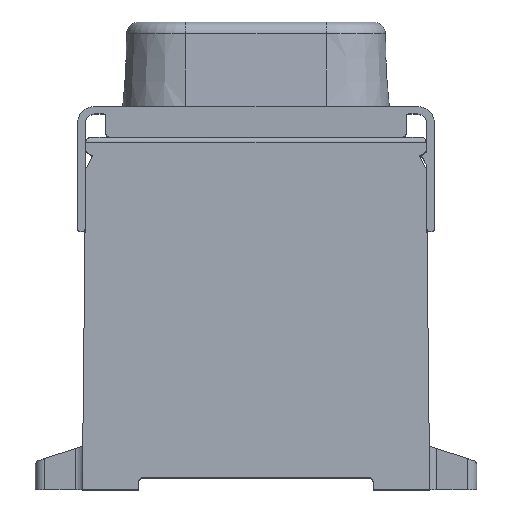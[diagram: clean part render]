
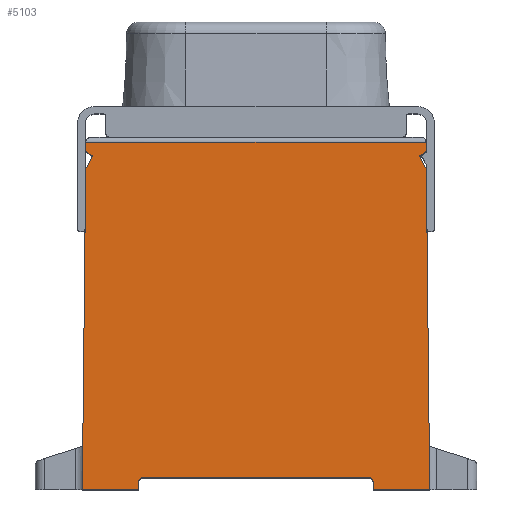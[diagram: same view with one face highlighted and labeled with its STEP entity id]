
A CAD part, top view. The second image highlights one B-rep face of the part: STEP entity #5103.
In plain terms, the highlighted planar face has unit normal (0, 0.009, 1).
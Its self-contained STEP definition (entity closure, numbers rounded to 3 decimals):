
#163=DIRECTION('',(-0.01,1.,-0.009));
#164=VECTOR('',#163,59.225);
#165=CARTESIAN_POINT('',(36.903,-40.519,32.919));
#166=LINE('',#165,#164);
#179=DIRECTION('',(-1.,0.,0.));
#180=VECTOR('',#179,0.259);
#181=CARTESIAN_POINT('',(36.283,18.7,32.402));
#182=LINE('',#181,#180);
#203=DIRECTION('',(-0.423,0.906,-0.008));
#204=VECTOR('',#203,2.614);
#205=CARTESIAN_POINT('',(36.023,18.7,32.402));
#206=LINE('',#205,#204);
#229=CARTESIAN_POINT('',(34.985,21.317,32.379));
#230=CARTESIAN_POINT('',(34.894,21.253,32.38));
#231=CARTESIAN_POINT('',(34.871,21.17,32.381));
#232=CARTESIAN_POINT('',(34.919,21.069,32.382));
#255=DIRECTION('',(0.819,0.574,-0.005));
#256=VECTOR('',#255,1.434);
#257=CARTESIAN_POINT('',(34.985,21.317,32.379));
#258=LINE('',#257,#256);
#281=CARTESIAN_POINT('',(36.16,22.14,32.372));
#282=CARTESIAN_POINT('',(36.217,22.18,32.372));
#283=CARTESIAN_POINT('',(36.246,22.235,32.371));
#284=CARTESIAN_POINT('',(36.245,22.305,32.371));
#307=DIRECTION('',(-0.01,1.,-0.009));
#308=VECTOR('',#307,1.904);
#309=CARTESIAN_POINT('',(36.245,22.305,32.371));
#310=LINE('',#309,#308);
#378=DIRECTION('',(1.,0.,0.));
#379=VECTOR('',#378,12.);
#380=CARTESIAN_POINT('',(25.,-49.8,33.));
#381=LINE('',#380,#379);
#515=DIRECTION('',(-0.951,0.309,-0.003));
#516=VECTOR('',#515,0.102);
#517=CARTESIAN_POINT('',(37.,-40.551,32.919));
#518=LINE('',#517,#516);
#639=DIRECTION('',(0.,1.,-0.009));
#640=VECTOR('',#639,9.25);
#641=CARTESIAN_POINT('',(37.,-49.8,33.));
#642=LINE('',#641,#640);
#643=DIRECTION('',(0.,1.,-0.009));
#644=VECTOR('',#643,9.25);
#645=CARTESIAN_POINT('',(-37.,-49.8,33.));
#646=LINE('',#645,#644);
#655=DIRECTION('',(0.,-1.,0.009));
#656=VECTOR('',#655,1.5);
#657=CARTESIAN_POINT('',(25.,-48.3,32.987));
#658=LINE('',#657,#656);
#669=CARTESIAN_POINT('',(25.,-48.3,32.987));
#670=CARTESIAN_POINT('',(25.,-47.967,32.984));
#671=CARTESIAN_POINT('',(24.748,-47.552,32.98));
#672=CARTESIAN_POINT('',(24.333,-47.3,32.978));
#673=CARTESIAN_POINT('',(24.,-47.3,32.978));
#683=DIRECTION('',(1.,0.,0.));
#684=VECTOR('',#683,48.);
#685=CARTESIAN_POINT('',(-24.,-47.3,32.978));
#686=LINE('',#685,#684);
#697=CARTESIAN_POINT('',(-24.,-47.3,32.978));
#698=CARTESIAN_POINT('',(-24.333,-47.3,32.978));
#699=CARTESIAN_POINT('',(-24.748,-47.552,32.98));
#700=CARTESIAN_POINT('',(-25.,-47.967,32.984));
#701=CARTESIAN_POINT('',(-25.,-48.3,32.987));
#711=DIRECTION('',(0.,-1.,0.009));
#712=VECTOR('',#711,1.5);
#713=CARTESIAN_POINT('',(-25.,-48.3,32.987));
#714=LINE('',#713,#712);
#777=DIRECTION('',(1.,0.,0.));
#778=VECTOR('',#777,12.);
#779=CARTESIAN_POINT('',(-37.,-49.8,33.));
#780=LINE('',#779,#778);
#883=DIRECTION('',(-0.951,-0.309,0.003));
#884=VECTOR('',#883,0.102);
#885=CARTESIAN_POINT('',(-36.903,-40.519,32.919));
#886=LINE('',#885,#884);
#1205=CARTESIAN_POINT('',(-36.225,24.21,32.354));
#1241=DIRECTION('',(0.01,1.,-0.009));
#1242=VECTOR('',#1241,1.904);
#1243=CARTESIAN_POINT('',(-36.245,22.305,32.371));
#1244=LINE('',#1243,#1242);
#1267=CARTESIAN_POINT('',(-36.245,22.305,32.371));
#1268=CARTESIAN_POINT('',(-36.246,22.235,32.371));
#1269=CARTESIAN_POINT('',(-36.217,22.18,32.372));
#1270=CARTESIAN_POINT('',(-36.16,22.14,32.372));
#1293=DIRECTION('',(0.819,-0.574,0.005));
#1294=VECTOR('',#1293,1.434);
#1295=CARTESIAN_POINT('',(-36.16,22.14,32.372));
#1296=LINE('',#1295,#1294);
#1319=CARTESIAN_POINT('',(-34.919,21.069,32.382));
#1320=CARTESIAN_POINT('',(-34.871,21.17,32.381));
#1321=CARTESIAN_POINT('',(-34.894,21.253,32.38));
#1322=CARTESIAN_POINT('',(-34.985,21.317,32.379));
#1345=DIRECTION('',(-0.423,-0.906,0.008));
#1346=VECTOR('',#1345,2.614);
#1347=CARTESIAN_POINT('',(-34.919,21.069,32.382));
#1348=LINE('',#1347,#1346);
#1369=DIRECTION('',(-1.,0.,0.));
#1370=VECTOR('',#1369,0.259);
#1371=CARTESIAN_POINT('',(-36.023,18.7,32.402));
#1372=LINE('',#1371,#1370);
#1417=DIRECTION('',(-0.01,-1.,0.009));
#1418=VECTOR('',#1417,59.225);
#1419=CARTESIAN_POINT('',(-36.283,18.7,32.402));
#1420=LINE('',#1419,#1418);
#1551=DIRECTION('',(1.,0.,0.));
#1552=VECTOR('',#1551,72.45);
#1553=CARTESIAN_POINT('',(-36.225,24.21,32.354));
#1554=LINE('',#1553,#1552);
#3363=CARTESIAN_POINT('',(36.283,18.7,32.402));
#3364=CARTESIAN_POINT('',(36.023,18.7,32.402));
#3365=VERTEX_POINT('',#3363);
#3366=VERTEX_POINT('',#3364);
#3375=CARTESIAN_POINT('',(34.919,21.069,32.382));
#3376=VERTEX_POINT('',#3375);
#3381=VERTEX_POINT('',#229);
#3387=CARTESIAN_POINT('',(36.16,22.14,32.372));
#3388=VERTEX_POINT('',#3387);
#3393=VERTEX_POINT('',#284);
#3399=CARTESIAN_POINT('',(36.225,24.21,32.354));
#3400=VERTEX_POINT('',#3399);
#3414=VERTEX_POINT('',#1205);
#3421=CARTESIAN_POINT('',(-36.245,22.305,32.371));
#3422=VERTEX_POINT('',#3421);
#3427=VERTEX_POINT('',#1270);
#3433=CARTESIAN_POINT('',(-34.985,21.317,32.379));
#3434=VERTEX_POINT('',#3433);
#3439=VERTEX_POINT('',#1319);
#3445=CARTESIAN_POINT('',(-36.023,18.7,32.402));
#3446=VERTEX_POINT('',#3445);
#3453=CARTESIAN_POINT('',(-36.283,18.7,32.402));
#3454=VERTEX_POINT('',#3453);
#3459=CARTESIAN_POINT('',(-36.903,-40.519,
32.919));
#3460=VERTEX_POINT('',#3459);
#3465=CARTESIAN_POINT('',(-25.,-48.3,32.987));
#3466=CARTESIAN_POINT('',(-25.,-49.8,33.));
#3467=VERTEX_POINT('',#3465);
#3468=VERTEX_POINT('',#3466);
#3470=VERTEX_POINT('',#697);
#3473=CARTESIAN_POINT('',(24.,-47.3,32.978));
#3474=VERTEX_POINT('',#3473);
#3476=VERTEX_POINT('',#669);
#3479=CARTESIAN_POINT('',(25.,-49.8,33.));
#3480=VERTEX_POINT('',#3479);
#3483=CARTESIAN_POINT('',(36.903,-40.519,32.919));
#3484=VERTEX_POINT('',#3483);
#4160=CARTESIAN_POINT('',(-37.,-40.551,32.919));
#4161=VERTEX_POINT('',#4160);
#4190=CARTESIAN_POINT('',(-37.,-49.8,33.));
#4191=VERTEX_POINT('',#4190);
#4250=CARTESIAN_POINT('',(37.,-49.8,33.));
#4251=VERTEX_POINT('',#4250);
#4264=CARTESIAN_POINT('',(37.,-40.551,32.919));
#4265=VERTEX_POINT('',#4264);
#5054=CARTESIAN_POINT('',(-55.,-49.8,33.));
#5055=DIRECTION('',(0.,-0.009,-1.));
#5056=DIRECTION('',(0.,1.,-0.009));
#5057=AXIS2_PLACEMENT_3D('',#5054,#5055,#5056);
#5058=PLANE('',#5057);
#5059=ORIENTED_EDGE('',*,*,#5048,.F.);
#5060=ORIENTED_EDGE('',*,*,#4714,.F.);
#5062=ORIENTED_EDGE('',*,*,#5061,.F.);
#5064=ORIENTED_EDGE('',*,*,#5063,.T.);
#5066=ORIENTED_EDGE('',*,*,#5065,.F.);
#5068=ORIENTED_EDGE('',*,*,#5067,.T.);
#5070=ORIENTED_EDGE('',*,*,#5069,.T.);
#5072=ORIENTED_EDGE('',*,*,#5071,.F.);
#5074=ORIENTED_EDGE('',*,*,#5073,.T.);
#5076=ORIENTED_EDGE('',*,*,#5075,.F.);
#5078=ORIENTED_EDGE('',*,*,#5077,.F.);
#5080=ORIENTED_EDGE('',*,*,#5079,.F.);
#5082=ORIENTED_EDGE('',*,*,#5081,.F.);
#5084=ORIENTED_EDGE('',*,*,#5083,.T.);
#5086=ORIENTED_EDGE('',*,*,#5085,.F.);
#5088=ORIENTED_EDGE('',*,*,#5087,.F.);
#5090=ORIENTED_EDGE('',*,*,#5089,.T.);
#5092=ORIENTED_EDGE('',*,*,#5091,.T.);
#5093=ORIENTED_EDGE('',*,*,#4606,.F.);
#5094=ORIENTED_EDGE('',*,*,#4578,.F.);
#5095=ORIENTED_EDGE('',*,*,#4549,.F.);
#5096=ORIENTED_EDGE('',*,*,#4520,.T.);
#5097=ORIENTED_EDGE('',*,*,#4491,.F.);
#5098=ORIENTED_EDGE('',*,*,#4462,.F.);
#5099=ORIENTED_EDGE('',*,*,#4434,.F.);
#5100=ORIENTED_EDGE('',*,*,#4842,.F.);
#5101=EDGE_LOOP('',(#5059,#5060,#5062,#5064,#5066,#5068,#5070,#5072,#5074,#5076,
#5078,#5080,#5082,#5084,#5086,#5088,#5090,#5092,#5093,#5094,#5095,#5096,#5097,
#5098,#5099,#5100));
#5102=FACE_OUTER_BOUND('',#5101,.F.);
#233=B_SPLINE_CURVE_WITH_KNOTS('',3,(#229,#230,#231,#232),.UNSPECIFIED.,.F.,.F.,
(4,4),(0.,1.),.UNSPECIFIED.);
#285=B_SPLINE_CURVE_WITH_KNOTS('',3,(#281,#282,#283,#284),.UNSPECIFIED.,.F.,.F.,
(4,4),(0.,1.),.UNSPECIFIED.);
#674=B_SPLINE_CURVE_WITH_KNOTS('',3,(#669,#670,#671,#672,#673),.UNSPECIFIED.,
.F.,.F.,(4,1,4),(0.,0.5,1.),.UNSPECIFIED.);
#702=B_SPLINE_CURVE_WITH_KNOTS('',3,(#697,#698,#699,#700,#701),.UNSPECIFIED.,
.F.,.F.,(4,1,4),(0.,0.5,1.),.UNSPECIFIED.);
#1271=B_SPLINE_CURVE_WITH_KNOTS('',3,(#1267,#1268,#1269,#1270),.UNSPECIFIED.,
.F.,.F.,(4,4),(0.,1.),.UNSPECIFIED.);
#1323=B_SPLINE_CURVE_WITH_KNOTS('',3,(#1319,#1320,#1321,#1322),.UNSPECIFIED.,
.F.,.F.,(4,4),(0.,1.),.UNSPECIFIED.);
#4434=EDGE_CURVE('',#3484,#3365,#166,.T.);
#4462=EDGE_CURVE('',#3365,#3366,#182,.T.);
#4491=EDGE_CURVE('',#3366,#3376,#206,.T.);
#4520=EDGE_CURVE('',#3381,#3376,#233,.T.);
#4549=EDGE_CURVE('',#3381,#3388,#258,.T.);
#4578=EDGE_CURVE('',#3388,#3393,#285,.T.);
#4606=EDGE_CURVE('',#3393,#3400,#310,.T.);
#4714=EDGE_CURVE('',#3480,#4251,#381,.T.);
#4842=EDGE_CURVE('',#4265,#3484,#518,.T.);
#5048=EDGE_CURVE('',#4251,#4265,#642,.T.);
#5061=EDGE_CURVE('',#3476,#3480,#658,.T.);
#5063=EDGE_CURVE('',#3476,#3474,#674,.T.);
#5065=EDGE_CURVE('',#3470,#3474,#686,.T.);
#5067=EDGE_CURVE('',#3470,#3467,#702,.T.);
#5069=EDGE_CURVE('',#3467,#3468,#714,.T.);
#5071=EDGE_CURVE('',#4191,#3468,#780,.T.);
#5073=EDGE_CURVE('',#4191,#4161,#646,.T.);
#5075=EDGE_CURVE('',#3460,#4161,#886,.T.);
#5077=EDGE_CURVE('',#3454,#3460,#1420,.T.);
#5079=EDGE_CURVE('',#3446,#3454,#1372,.T.);
#5081=EDGE_CURVE('',#3439,#3446,#1348,.T.);
#5083=EDGE_CURVE('',#3439,#3434,#1323,.T.);
#5085=EDGE_CURVE('',#3427,#3434,#1296,.T.);
#5087=EDGE_CURVE('',#3422,#3427,#1271,.T.);
#5089=EDGE_CURVE('',#3422,#3414,#1244,.T.);
#5091=EDGE_CURVE('',#3414,#3400,#1554,.T.);
#5103=ADVANCED_FACE('',(#5102),#5058,.F.);
